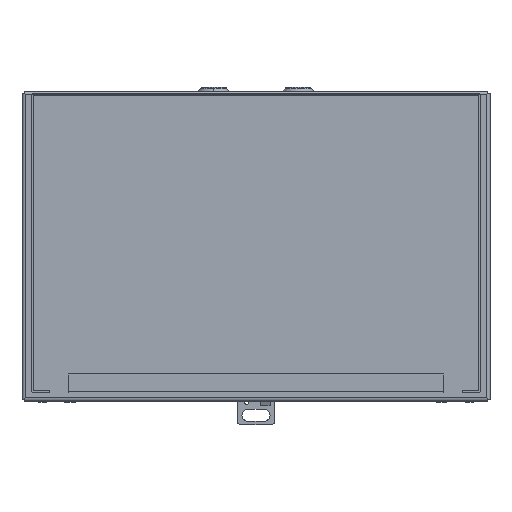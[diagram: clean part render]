
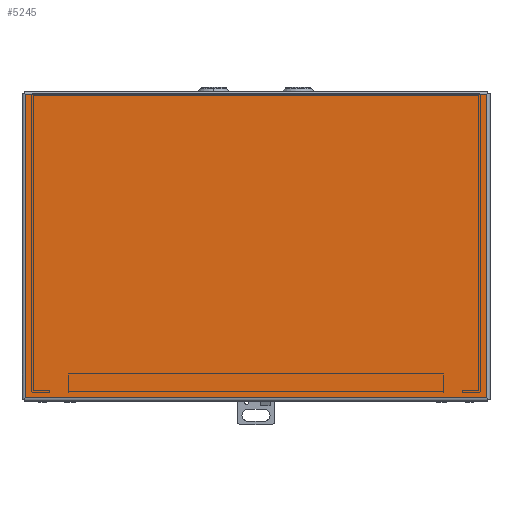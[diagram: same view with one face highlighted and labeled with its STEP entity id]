
A CAD part, top view. The second image highlights one B-rep face of the part: STEP entity #5245.
In plain terms, the highlighted planar face has unit normal (0, 0, 1).
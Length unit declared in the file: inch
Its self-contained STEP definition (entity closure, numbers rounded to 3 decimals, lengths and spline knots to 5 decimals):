
#44 = CARTESIAN_POINT ( 'NONE',  ( -6.1585, -8.135, 7.5285 ) ) ;
#1102 = VERTEX_POINT ( 'NONE', #4911 ) ;
#1393 = CARTESIAN_POINT ( 'NONE',  ( 6.1585, -8.135, 7.5285 ) ) ;
#1527 = CARTESIAN_POINT ( 'NONE',  ( -6.1585, -0.029, 7.5285 ) ) ;
#2229 = VECTOR ( 'NONE', #2440, 39.37008 ) ;
#2440 = DIRECTION ( 'NONE',  ( -1., 0., 0. ) ) ;
#3218 = ORIENTED_EDGE ( 'NONE', *, *, #6258, .F. ) ;
#3494 = CARTESIAN_POINT ( 'NONE',  ( 6.1585, -0.029, 7.5285 ) ) ;
#4017 = FACE_OUTER_BOUND ( 'NONE', #7690, .T. ) ;
#4122 = LINE ( 'NONE', #12317, #5367 ) ;
#4195 = CARTESIAN_POINT ( 'NONE',  ( -6.1585, -0.029, 7.5285 ) ) ;
#4296 = VERTEX_POINT ( 'NONE', #44 ) ;
#4493 = ORIENTED_EDGE ( 'NONE', *, *, #15765, .F. ) ;
#4911 = CARTESIAN_POINT ( 'NONE',  ( 6.1585, -8.135, 7.5285 ) ) ;
#5245 = ADVANCED_FACE ( 'NONE', ( #4017 ), #8939, .T. ) ;
#5367 = VECTOR ( 'NONE', #11191, 39.37008 ) ;
#5747 = ORIENTED_EDGE ( 'NONE', *, *, #6635, .F. ) ;
#6258 = EDGE_CURVE ( 'NONE', #1102, #4296, #8651, .T. ) ;
#6635 = EDGE_CURVE ( 'NONE', #8212, #13837, #10387, .T. ) ;
#7605 = VECTOR ( 'NONE', #8333, 39.37008 ) ;
#7690 = EDGE_LOOP ( 'NONE', ( #11823, #3218, #4493, #5747 ) ) ;
#8212 = VERTEX_POINT ( 'NONE', #1527 ) ;
#8333 = DIRECTION ( 'NONE',  ( 0., -1., 0. ) ) ;
#8651 = LINE ( 'NONE', #1393, #2229 ) ;
#8939 = PLANE ( 'NONE',  #13258 ) ;
#8941 = VECTOR ( 'NONE', #9112, 39.37008 ) ;
#9112 = DIRECTION ( 'NONE',  ( 1., 0., 0. ) ) ;
#10212 = CARTESIAN_POINT ( 'NONE',  ( 6.1585, -0.029, 7.5285 ) ) ;
#10387 = LINE ( 'NONE', #4195, #8941 ) ;
#11094 = EDGE_CURVE ( 'NONE', #4296, #8212, #4122, .T. ) ;
#11191 = DIRECTION ( 'NONE',  ( 0., 1., 0. ) ) ;
#11245 = CARTESIAN_POINT ( 'NONE',  ( 6.1585, -0.029, 7.5285 ) ) ;
#11823 = ORIENTED_EDGE ( 'NONE', *, *, #11094, .F. ) ;
#12317 = CARTESIAN_POINT ( 'NONE',  ( -6.1585, -8.135, 7.5285 ) ) ;
#13258 = AXIS2_PLACEMENT_3D ( 'NONE', #10212, #15121, #15819 ) ;
#13837 = VERTEX_POINT ( 'NONE', #11245 ) ;
#14676 = LINE ( 'NONE', #3494, #7605 ) ;
#15121 = DIRECTION ( 'NONE',  ( 0., 0., 1. ) ) ;
#15765 = EDGE_CURVE ( 'NONE', #13837, #1102, #14676, .T. ) ;
#15819 = DIRECTION ( 'NONE',  ( -1., 0., 0. ) ) ;
